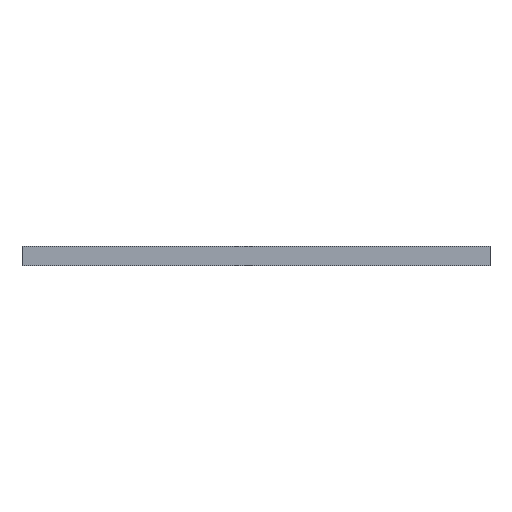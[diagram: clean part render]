
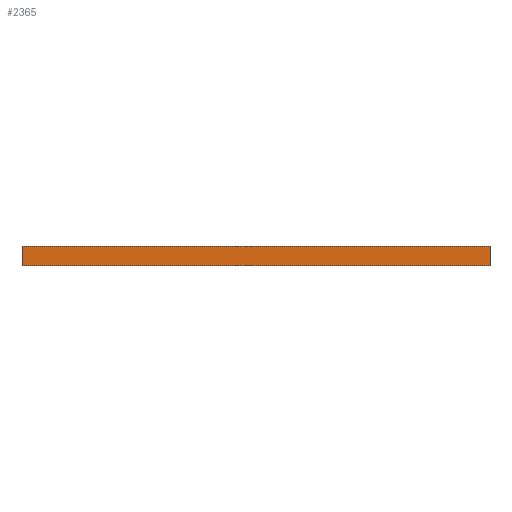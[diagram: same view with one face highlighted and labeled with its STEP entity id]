
A CAD part, front view. The second image highlights one B-rep face of the part: STEP entity #2365.
In plain terms, the highlighted planar face has unit normal (0, -1, 0).
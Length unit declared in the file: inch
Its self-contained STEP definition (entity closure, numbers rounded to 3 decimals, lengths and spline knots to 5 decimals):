
#2247=CARTESIAN_POINT('',(5.25,-0.75,0.0));
#2248=VERTEX_POINT('',#2247);
#2265=CARTESIAN_POINT('',(5.25,-0.75,0.25));
#2266=VERTEX_POINT('',#2265);
#2273=CARTESIAN_POINT('',(5.25,-0.75,0.25));
#2274=DIRECTION('',(0.0,0.0,-1.0));
#2275=VECTOR('',#2274,0.25);
#2276=LINE('',#2273,#2275);
#2277=EDGE_CURVE('',#2266,#2248,#2276,.T.);
#2318=CARTESIAN_POINT('',(-0.75,-0.75,0.0));
#2319=VERTEX_POINT('',#2318);
#2326=CARTESIAN_POINT('',(-0.75,-0.75,0.25));
#2327=VERTEX_POINT('',#2326);
#2328=CARTESIAN_POINT('',(-0.75,-0.75,0.25));
#2329=DIRECTION('',(0.0,0.0,-1.0));
#2330=VECTOR('',#2329,0.25);
#2331=LINE('',#2328,#2330);
#2332=EDGE_CURVE('',#2327,#2319,#2331,.T.);
#2344=CARTESIAN_POINT('',(-0.75,-0.75,0.25));
#2345=DIRECTION('',(0.0,-1.0,0.0));
#2346=DIRECTION('',(0.0,0.0,-1.0));
#2347=AXIS2_PLACEMENT_3D('',#2344,#2345,#2346);
#2348=PLANE('',#2347);
#2349=CARTESIAN_POINT('',(-0.75,-0.75,0.0));
#2350=DIRECTION('',(1.0,0.0,0.0));
#2351=VECTOR('',#2350,6.0);
#2352=LINE('',#2349,#2351);
#2353=EDGE_CURVE('',#2319,#2248,#2352,.T.);
#2354=ORIENTED_EDGE('',*,*,#2353,.T.);
#2355=ORIENTED_EDGE('',*,*,#2277,.F.);
#2356=CARTESIAN_POINT('',(-0.75,-0.75,0.25));
#2357=DIRECTION('',(1.0,0.0,0.0));
#2358=VECTOR('',#2357,6.0);
#2359=LINE('',#2356,#2358);
#2360=EDGE_CURVE('',#2327,#2266,#2359,.T.);
#2361=ORIENTED_EDGE('',*,*,#2360,.F.);
#2362=ORIENTED_EDGE('',*,*,#2332,.T.);
#2363=EDGE_LOOP('',(#2354,#2355,#2361,#2362));
#2364=FACE_OUTER_BOUND('',#2363,.T.);
#2365=ADVANCED_FACE('',(#2364),#2348,.T.);
